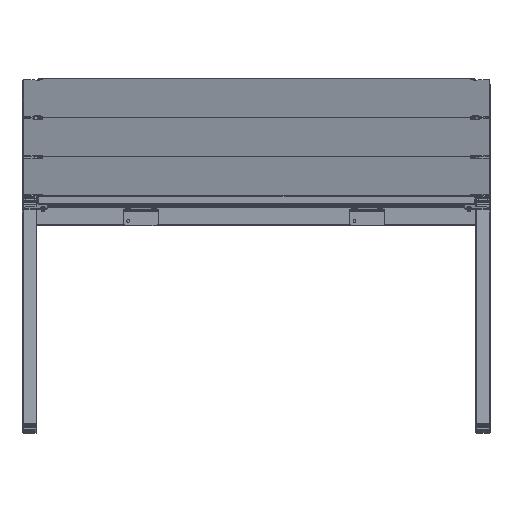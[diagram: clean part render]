
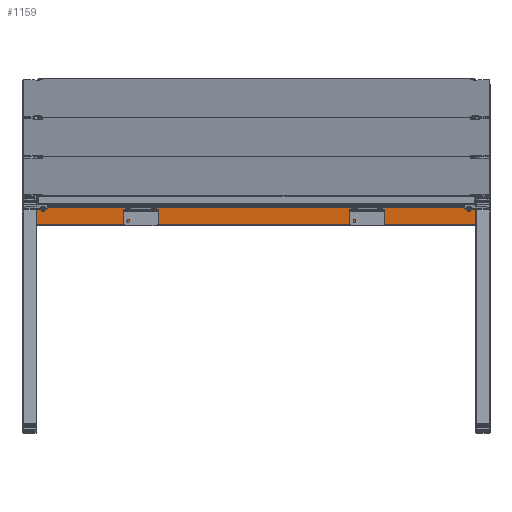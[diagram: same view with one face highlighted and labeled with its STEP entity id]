
A CAD part, top view. The second image highlights one B-rep face of the part: STEP entity #1159.
In plain terms, the highlighted face is planar.
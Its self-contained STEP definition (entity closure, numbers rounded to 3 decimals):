
#218 = CARTESIAN_POINT ( 'NONE',  ( 10., 18.5, 470. ) ) ;
#318 = VECTOR ( 'NONE', #2809, 1000. ) ;
#399 = CARTESIAN_POINT ( 'NONE',  ( 10., 18.5, -470. ) ) ;
#587 = DIRECTION ( 'NONE',  ( 0., 0., -1. ) ) ;
#1159 = ADVANCED_FACE ( 'NONE', ( #7454 ), #1472, .F. ) ;
#1168 = CARTESIAN_POINT ( 'NONE',  ( 10., 18.5, -470. ) ) ;
#1278 = CARTESIAN_POINT ( 'NONE',  ( 10., 18.5, 470. ) ) ;
#1472 = PLANE ( 'NONE',  #6295 ) ;
#1872 = DIRECTION ( 'NONE',  ( 0., 0., -1. ) ) ;
#1878 = EDGE_CURVE ( 'NONE', #13593, #8670, #13142, .T. ) ;
#2097 = LINE ( 'NONE', #8802, #7884 ) ;
#2745 = EDGE_CURVE ( 'NONE', #6849, #13853, #10175, .T. ) ;
#2809 = DIRECTION ( 'NONE',  ( 0., 1., 0. ) ) ;
#3214 = CARTESIAN_POINT ( 'NONE',  ( 10., -18.5, -470. ) ) ;
#3990 = DIRECTION ( 'NONE',  ( 0., 1., 0. ) ) ;
#4366 = EDGE_CURVE ( 'NONE', #6849, #13593, #13644, .T. ) ;
#4627 = ORIENTED_EDGE ( 'NONE', *, *, #1878, .T. ) ;
#4824 = DIRECTION ( 'NONE',  ( -1., 0., 0. ) ) ;
#4826 = CARTESIAN_POINT ( 'NONE',  ( 10., -18.5, 470. ) ) ;
#5831 = ORIENTED_EDGE ( 'NONE', *, *, #4366, .T. ) ;
#6249 = ORIENTED_EDGE ( 'NONE', *, *, #12795, .F. ) ;
#6295 = AXIS2_PLACEMENT_3D ( 'NONE', #1278, #4824, #8500 ) ;
#6331 = EDGE_LOOP ( 'NONE', ( #4627, #6249, #8319, #5831 ) ) ;
#6849 = VERTEX_POINT ( 'NONE', #4826 ) ;
#7454 = FACE_OUTER_BOUND ( 'NONE', #6331, .T. ) ;
#7557 = VECTOR ( 'NONE', #587, 1000. ) ;
#7884 = VECTOR ( 'NONE', #1872, 1000. ) ;
#8319 = ORIENTED_EDGE ( 'NONE', *, *, #2745, .F. ) ;
#8500 = DIRECTION ( 'NONE',  ( 0., 0., 1. ) ) ;
#8670 = VERTEX_POINT ( 'NONE', #1168 ) ;
#8802 = CARTESIAN_POINT ( 'NONE',  ( 10., 18.5, 470. ) ) ;
#10175 = LINE ( 'NONE', #218, #318 ) ;
#12795 = EDGE_CURVE ( 'NONE', #13853, #8670, #2097, .T. ) ;
#13142 = LINE ( 'NONE', #399, #13509 ) ;
#13152 = CARTESIAN_POINT ( 'NONE',  ( 10., 18.5, 470. ) ) ;
#13509 = VECTOR ( 'NONE', #3990, 1000. ) ;
#13593 = VERTEX_POINT ( 'NONE', #3214 ) ;
#13644 = LINE ( 'NONE', #14736, #7557 ) ;
#13853 = VERTEX_POINT ( 'NONE', #13152 ) ;
#14736 = CARTESIAN_POINT ( 'NONE',  ( 10., -18.5, 470. ) ) ;
